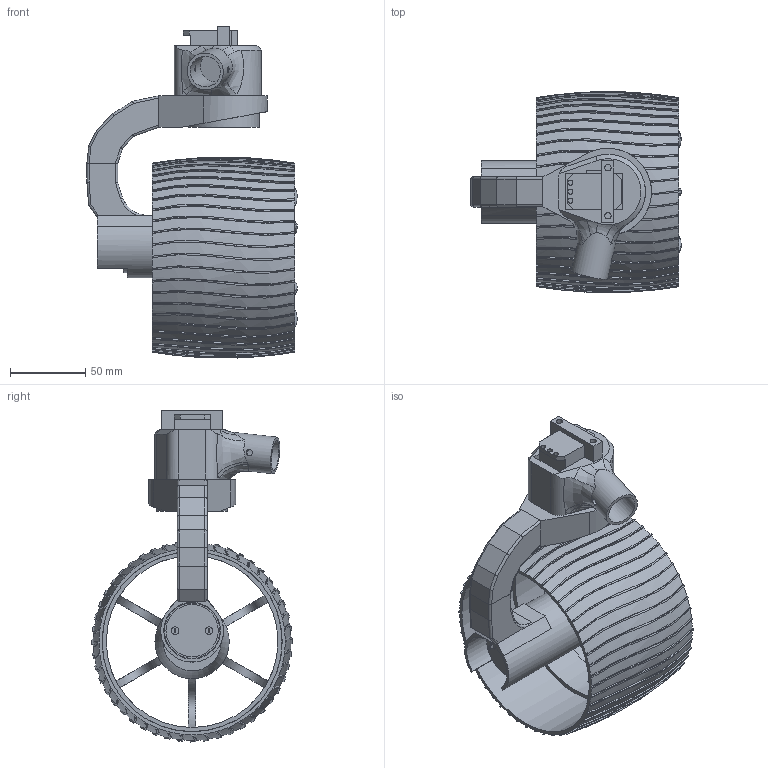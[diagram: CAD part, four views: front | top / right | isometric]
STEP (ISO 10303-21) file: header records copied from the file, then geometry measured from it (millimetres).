
FILE_DESCRIPTION(/* description */ (''),/* implementation_level */ '2;1');
FILE_NAME(/* name */ 'Wheel Assembly Back Left v29.stp',/* time_stamp */ '2020-12-05T18:16:22+01:00',/* author */ (''),/* organization */ (''),/* preprocessor_version */ 'ST-DEVELOPER v18.1',/* originating_system */ 'Autodesk Translation Framework v9.3.0.1241',/* authorisation */ '');
FILE_SCHEMA (('AUTOMOTIVE_DESIGN { 1 0 10303 214 3 1 1 }'));
Length unit declared in the file: millimetre
Products named in the file (14): Wheel Assembly - Back - Left; Moyeu 18mm; Moteur D37; Mars Rover Wheel; Wheel Motor Support  - Front-Back; Axe 1; Axe 3; Axe 2; Rolling 6001-2RS-SKF - 12x28x8 mm; Axe 4; Directional Motor Support - Back; DMS - Back - Left; Servo Dynamixel XL-320; Directional Motor Fixation
Assembly tree (13 placements, depth 3):
  Wheel Assembly - Back - Left
    Moyeu 18mm
    Moteur D37
    Mars Rover Wheel
    Wheel Motor Support  - Front-Back
    Axe 1
    Axe 3
    Axe 2
    Rolling 6001-2RS-SKF - 12x28x8 mm
    Axe 4
    Directional Motor Support - Back
      DMS - Back - Left
    Servo Dynamixel XL-320
    Directional Motor Fixation
Bounding box: 140.03 x 133.84 x 221.14 mm (x, y, z)
Volume: 516636.7 mm3; surface area: 205216.8 mm2
Topology: 15 solids, 15 shells, 636 faces, 1655 edges, 1091 vertices
Faces by surface type: plane 273, bspline 227, cylinder 117, torus 17, cone 2
Full cylindrical faces by diameter (mm): 3 x6, 3.2 x6, 3.4 x6, 3.5 x5, 4 x4, 4.2 x4, 4.3 x6, 4.5 x1, 5 x2, 6 x1, 11 x1, 11.8 x1, 12 x5, 16 x2, 18 x3, 20 x1, 20.6 x1, 24.6 x1, 28 x2, 34.8 x1, 36.8 x1, 37.8 x1, 40 x1, 41.8 x1, 42 x1, 47 x1, 49.5 x1, 114.373 x1, 119.8 x1, 120 x1
Entity records: 41978 total; most frequent: CARTESIAN_POINT 26738, ORIENTED_EDGE 3322, DIRECTION 2709, EDGE_CURVE 1661, VERTEX_POINT 1097, AXIS2_PLACEMENT_3D 941, LINE 827, VECTOR 827
